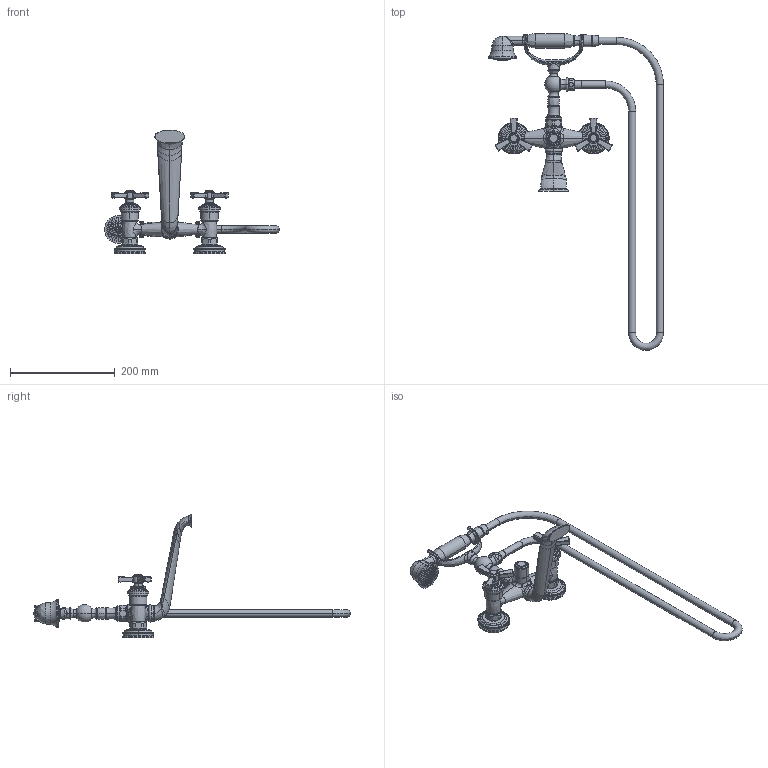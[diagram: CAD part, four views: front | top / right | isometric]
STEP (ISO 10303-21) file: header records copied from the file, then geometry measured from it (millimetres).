
FILE_DESCRIPTION((''),'2;1');
FILE_NAME('1600-4282','2021-01-14T16:36:46',('jinson.thomas'),(''),'CREO PARAMETRIC BY PTC INC, 2018400','CREO PARAMETRIC BY PTC INC, 2018400','');
FILE_SCHEMA(('CONFIG_CONTROL_DESIGN'));
Length unit declared in the file: inch
Products named in the file (1): 1600-4282
Bounding box: 334.8 x 606.04 x 236.93 mm (x, y, z)
Volume: 864018.1 mm3; surface area: 178545.6 mm2
Topology: 1 solids, 1 shells, 1714 faces, 4393 edges, 2787 vertices
Faces by surface type: plane 650, cylinder 525, bspline 269, torus 122, cone 98, sphere 46, extrusion 4
Entity records: 69041 total; most frequent: CARTESIAN_POINT 29213, ORIENTED_EDGE 8778, DIRECTION 7648, EDGE_CURVE 4389, VERTEX_POINT 2787, AXIS2_PLACEMENT_3D 2742, VECTOR 2164, LINE 2160
